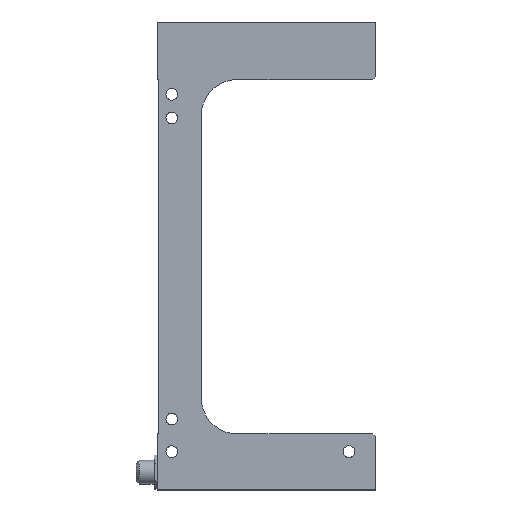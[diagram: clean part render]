
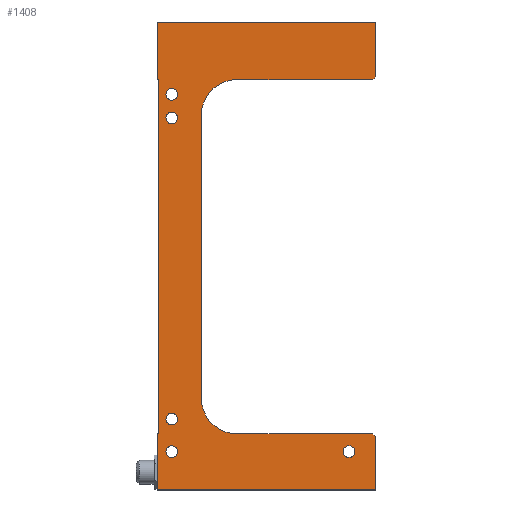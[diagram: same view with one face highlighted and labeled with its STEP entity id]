
A CAD part, top view. The second image highlights one B-rep face of the part: STEP entity #1408.
In plain terms, the highlighted planar face has unit normal (0, 0, 1).
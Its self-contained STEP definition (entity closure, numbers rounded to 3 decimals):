
#39=CIRCLE('',#1511,12.);
#40=CIRCLE('',#1512,12.);
#41=CIRCLE('',#1513,2.);
#42=CIRCLE('',#1514,2.);
#43=CIRCLE('',#1515,2.);
#44=CIRCLE('',#1516,2.);
#45=CIRCLE('',#1517,2.);
#76=ORIENTED_EDGE('',*,*,#462,.F.);
#77=ORIENTED_EDGE('',*,*,#463,.F.);
#78=ORIENTED_EDGE('',*,*,#464,.F.);
#79=ORIENTED_EDGE('',*,*,#465,.F.);
#80=ORIENTED_EDGE('',*,*,#466,.F.);
#81=ORIENTED_EDGE('',*,*,#467,.F.);
#82=ORIENTED_EDGE('',*,*,#468,.F.);
#83=ORIENTED_EDGE('',*,*,#469,.F.);
#84=ORIENTED_EDGE('',*,*,#470,.F.);
#85=ORIENTED_EDGE('',*,*,#471,.F.);
#86=ORIENTED_EDGE('',*,*,#472,.F.);
#87=ORIENTED_EDGE('',*,*,#473,.F.);
#88=ORIENTED_EDGE('',*,*,#474,.F.);
#89=ORIENTED_EDGE('',*,*,#475,.F.);
#90=ORIENTED_EDGE('',*,*,#476,.F.);
#91=ORIENTED_EDGE('',*,*,#477,.F.);
#92=ORIENTED_EDGE('',*,*,#478,.T.);
#93=ORIENTED_EDGE('',*,*,#479,.T.);
#94=ORIENTED_EDGE('',*,*,#480,.T.);
#95=ORIENTED_EDGE('',*,*,#481,.T.);
#96=ORIENTED_EDGE('',*,*,#482,.T.);
#462=EDGE_CURVE('',#655,#656,#783,.T.);
#463=EDGE_CURVE('',#657,#655,#784,.T.);
#464=EDGE_CURVE('',#658,#657,#785,.T.);
#465=EDGE_CURVE('',#659,#658,#786,.T.);
#466=EDGE_CURVE('',#660,#659,#787,.F.);
#467=EDGE_CURVE('',#661,#660,#788,.T.);
#468=EDGE_CURVE('',#662,#661,#39,.T.);
#469=EDGE_CURVE('',#663,#662,#789,.T.);
#470=EDGE_CURVE('',#664,#663,#40,.T.);
#471=EDGE_CURVE('',#665,#664,#790,.T.);
#472=EDGE_CURVE('',#666,#665,#791,.F.);
#473=EDGE_CURVE('',#667,#666,#792,.T.);
#474=EDGE_CURVE('',#668,#667,#793,.T.);
#475=EDGE_CURVE('',#669,#668,#794,.T.);
#476=EDGE_CURVE('',#670,#669,#795,.T.);
#477=EDGE_CURVE('',#656,#670,#796,.T.);
#478=EDGE_CURVE('',#671,#671,#41,.T.);
#479=EDGE_CURVE('',#672,#672,#42,.T.);
#480=EDGE_CURVE('',#673,#673,#43,.T.);
#481=EDGE_CURVE('',#674,#674,#44,.T.);
#482=EDGE_CURVE('',#675,#675,#45,.T.);
#655=VERTEX_POINT('',#2035);
#656=VERTEX_POINT('',#2036);
#657=VERTEX_POINT('',#2038);
#658=VERTEX_POINT('',#2040);
#659=VERTEX_POINT('',#2042);
#660=VERTEX_POINT('',#2044);
#661=VERTEX_POINT('',#2046);
#662=VERTEX_POINT('',#2048);
#663=VERTEX_POINT('',#2050);
#664=VERTEX_POINT('',#2052);
#665=VERTEX_POINT('',#2054);
#666=VERTEX_POINT('',#2056);
#667=VERTEX_POINT('',#2058);
#668=VERTEX_POINT('',#2060);
#669=VERTEX_POINT('',#2062);
#670=VERTEX_POINT('',#2064);
#671=VERTEX_POINT('',#2067);
#672=VERTEX_POINT('',#2069);
#673=VERTEX_POINT('',#2071);
#674=VERTEX_POINT('',#2073);
#675=VERTEX_POINT('',#2075);
#783=LINE('',#2034,#953);
#784=LINE('',#2037,#954);
#785=LINE('',#2039,#955);
#786=LINE('',#2041,#956);
#787=LINE('',#2043,#957);
#788=LINE('',#2045,#958);
#789=LINE('',#2049,#959);
#790=LINE('',#2053,#960);
#791=LINE('',#2055,#961);
#792=LINE('',#2057,#962);
#793=LINE('',#2059,#963);
#794=LINE('',#2061,#964);
#795=LINE('',#2063,#965);
#796=LINE('',#2065,#966);
#953=VECTOR('',#1641,1000.);
#954=VECTOR('',#1642,1000.);
#955=VECTOR('',#1643,1000.);
#956=VECTOR('',#1644,1000.);
#957=VECTOR('',#1645,1000.);
#958=VECTOR('',#1646,1000.);
#959=VECTOR('',#1649,1000.);
#960=VECTOR('',#1652,1000.);
#961=VECTOR('',#1653,1000.);
#962=VECTOR('',#1654,1000.);
#963=VECTOR('',#1655,1000.);
#964=VECTOR('',#1656,1000.);
#965=VECTOR('',#1657,1000.);
#966=VECTOR('',#1658,1000.);
#1115=EDGE_LOOP('',(#76,#77,#78,#79,#80,#81,#82,#83,#84,#85,#86,#87,#88,
#89,#90,#91));
#1116=EDGE_LOOP('',(#92));
#1117=EDGE_LOOP('',(#93));
#1118=EDGE_LOOP('',(#94));
#1119=EDGE_LOOP('',(#95));
#1120=EDGE_LOOP('',(#96));
#1229=FACE_BOUND('',#1115,.T.);
#1230=FACE_BOUND('',#1116,.T.);
#1231=FACE_BOUND('',#1117,.T.);
#1232=FACE_BOUND('',#1118,.T.);
#1233=FACE_BOUND('',#1119,.T.);
#1234=FACE_BOUND('',#1120,.T.);
#1338=PLANE('',#1510);
#1408=ADVANCED_FACE('',(#1229,#1230,#1231,#1232,#1233,#1234),#1338,.T.);
#1510=AXIS2_PLACEMENT_3D('',#2033,#1639,#1640);
#1511=AXIS2_PLACEMENT_3D('',#2047,#1647,#1648);
#1512=AXIS2_PLACEMENT_3D('',#2051,#1650,#1651);
#1513=AXIS2_PLACEMENT_3D('',#2066,#1659,#1660);
#1514=AXIS2_PLACEMENT_3D('',#2068,#1661,#1662);
#1515=AXIS2_PLACEMENT_3D('',#2070,#1663,#1664);
#1516=AXIS2_PLACEMENT_3D('',#2072,#1665,#1666);
#1517=AXIS2_PLACEMENT_3D('',#2074,#1667,#1668);
#1639=DIRECTION('',(0.,0.,1.));
#1640=DIRECTION('',(1.,0.,0.));
#1641=DIRECTION('',(1.,0.,0.));
#1642=DIRECTION('',(0.,1.,0.));
#1643=DIRECTION('',(-1.,0.,0.));
#1644=DIRECTION('',(0.,-1.,0.));
#1645=DIRECTION('',(-0.707,0.707,0.));
#1646=DIRECTION('',(1.,0.,0.));
#1647=DIRECTION('',(0.,0.,1.));
#1648=DIRECTION('',(1.,0.,0.));
#1649=DIRECTION('',(0.,-1.,0.));
#1650=DIRECTION('',(0.,0.,1.));
#1651=DIRECTION('',(1.,0.,0.));
#1652=DIRECTION('',(-1.,0.,0.));
#1653=DIRECTION('',(0.707,0.707,0.));
#1654=DIRECTION('',(0.,-1.,0.));
#1655=DIRECTION('',(1.,0.,0.));
#1656=DIRECTION('',(0.,1.,0.));
#1657=DIRECTION('',(-1.,0.,0.));
#1658=DIRECTION('',(0.,1.,0.));
#1659=DIRECTION('',(0.,0.,-1.));
#1660=DIRECTION('',(1.,0.,0.));
#1661=DIRECTION('',(0.,0.,-1.));
#1662=DIRECTION('',(1.,0.,0.));
#1663=DIRECTION('',(0.,0.,-1.));
#1664=DIRECTION('',(1.,0.,0.));
#1665=DIRECTION('',(0.,0.,-1.));
#1666=DIRECTION('',(1.,0.,0.));
#1667=DIRECTION('',(0.,0.,-1.));
#1668=DIRECTION('',(1.,0.,0.));
#2033=CARTESIAN_POINT('',(20.083,-79.286,10.));
#2034=CARTESIAN_POINT('',(0.,-139.5,10.));
#2035=CARTESIAN_POINT('',(0.,-139.5,10.));
#2036=CARTESIAN_POINT('',(0.5,-139.5,10.));
#2037=CARTESIAN_POINT('',(0.,-158.5,10.));
#2038=CARTESIAN_POINT('',(0.,-158.5,10.));
#2039=CARTESIAN_POINT('',(0.,-158.5,10.));
#2040=CARTESIAN_POINT('',(74.,-158.5,10.));
#2041=CARTESIAN_POINT('',(74.,-140.5,10.));
#2042=CARTESIAN_POINT('',(74.,-140.5,10.));
#2043=CARTESIAN_POINT('',(73.,-139.5,10.));
#2044=CARTESIAN_POINT('',(73.,-139.5,10.));
#2045=CARTESIAN_POINT('',(27.,-139.5,10.));
#2046=CARTESIAN_POINT('',(27.,-139.5,10.));
#2047=CARTESIAN_POINT('',(27.,-127.5,10.));
#2048=CARTESIAN_POINT('',(15.,-127.5,10.));
#2049=CARTESIAN_POINT('',(15.,-127.5,10.));
#2050=CARTESIAN_POINT('',(15.,-31.5,10.));
#2051=CARTESIAN_POINT('',(27.,-31.5,10.));
#2052=CARTESIAN_POINT('',(27.,-19.5,10.));
#2053=CARTESIAN_POINT('',(56.,-19.5,10.));
#2054=CARTESIAN_POINT('',(73.,-19.5,10.));
#2055=CARTESIAN_POINT('',(73.,-19.5,10.));
#2056=CARTESIAN_POINT('',(74.,-18.5,10.));
#2057=CARTESIAN_POINT('',(74.,0.,10.));
#2058=CARTESIAN_POINT('',(74.,0.,10.));
#2059=CARTESIAN_POINT('',(0.,0.,10.));
#2060=CARTESIAN_POINT('',(0.,0.,10.));
#2061=CARTESIAN_POINT('',(0.,-19.5,10.));
#2062=CARTESIAN_POINT('',(0.,-19.5,10.));
#2063=CARTESIAN_POINT('',(0.5,-19.5,10.));
#2064=CARTESIAN_POINT('',(0.5,-19.5,10.));
#2065=CARTESIAN_POINT('',(0.5,-139.5,10.));
#2066=CARTESIAN_POINT('',(5.,-145.5,10.));
#2067=CARTESIAN_POINT('',(7.,-145.5,10.));
#2068=CARTESIAN_POINT('',(5.,-134.5,10.));
#2069=CARTESIAN_POINT('',(7.,-134.5,10.));
#2070=CARTESIAN_POINT('',(5.,-32.5,10.));
#2071=CARTESIAN_POINT('',(7.,-32.5,10.));
#2072=CARTESIAN_POINT('',(5.,-24.5,10.));
#2073=CARTESIAN_POINT('',(7.,-24.5,10.));
#2074=CARTESIAN_POINT('',(65.,-145.5,10.));
#2075=CARTESIAN_POINT('',(67.,-145.5,10.));
